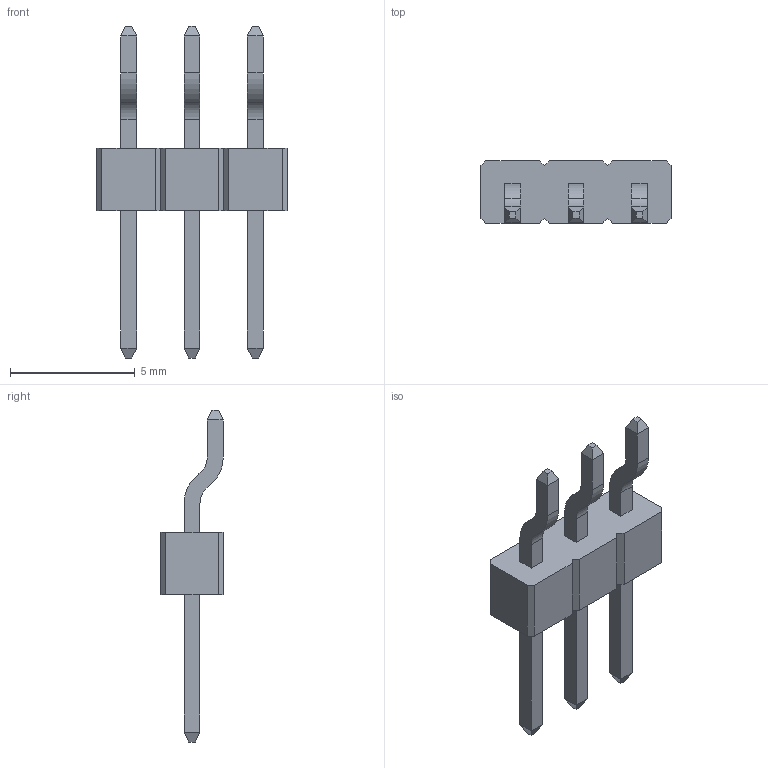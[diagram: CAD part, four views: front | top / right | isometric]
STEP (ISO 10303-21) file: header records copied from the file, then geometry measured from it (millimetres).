
FILE_DESCRIPTION (( 'STEP AP214' ), '1' );
FILE_NAME ('1x3p_2.54mm_male_hdr.STEP', '2021-06-26T10:40:15', ( '' ), ( '' ), 'SwSTEP 2.0', 'SolidWorks 2020', '' );
FILE_SCHEMA (( 'AUTOMOTIVE_DESIGN' ));
Length unit declared in the file: millimetre
Products named in the file (3): 1x3p_2.54mm_male_hdr; 2.54mm_male_hdr_smd_single_pin; 1x3p_2.54mm_male_hdr_mould
Assembly tree (4 placements, depth 2):
  1x3p_2.54mm_male_hdr
    1x3p_2.54mm_male_hdr_mould
    2.54mm_male_hdr_smd_single_pin  x3
Bounding box: 7.62 x 2.5 x 13.3 mm (x, y, z)
Volume: 60.2 mm3; surface area: 208.9 mm2
Topology: 4 solids, 4 shells, 100 faces, 252 edges, 160 vertices
Faces by surface type: plane 88, cylinder 12
Entity records: 1834 total; most frequent: CARTESIAN_POINT 307, ORIENTED_EDGE 296, DIRECTION 282, EDGE_CURVE 148, LINE 140, VECTOR 140, VERTEX_POINT 96, AXIS2_PLACEMENT_3D 71
